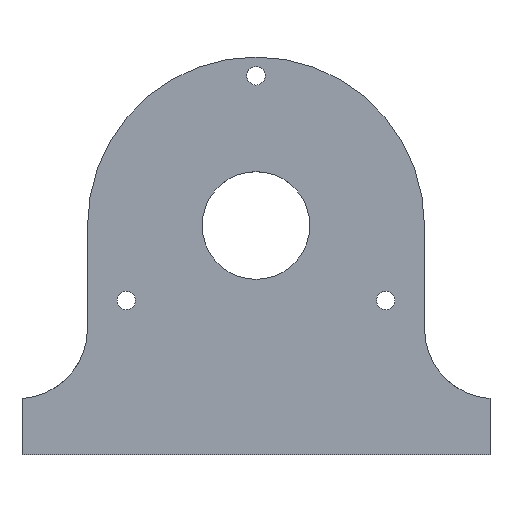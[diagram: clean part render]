
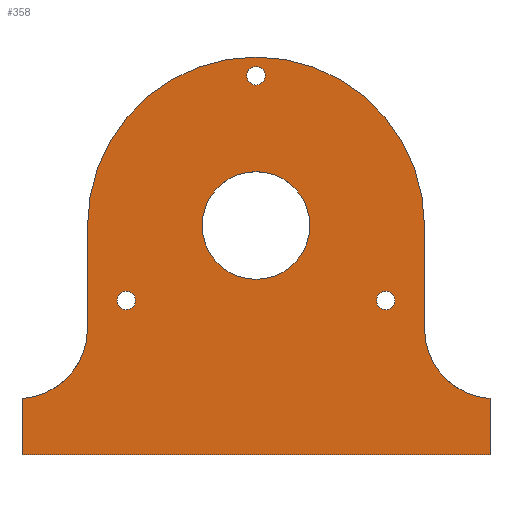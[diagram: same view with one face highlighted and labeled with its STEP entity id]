
A CAD part, top view. The second image highlights one B-rep face of the part: STEP entity #358.
In plain terms, the highlighted planar face has unit normal (0, 0, 1).
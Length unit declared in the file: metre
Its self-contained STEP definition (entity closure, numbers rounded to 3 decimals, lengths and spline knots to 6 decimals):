
#12=LINE('',#585,#30);
#16=LINE('',#594,#34);
#23=LINE('',#613,#41);
#24=LINE('',#615,#42);
#29=LINE('',#634,#47);
#30=VECTOR('',#459,1.);
#34=VECTOR('',#465,1.);
#41=VECTOR('',#480,1.);
#42=VECTOR('',#483,1.);
#47=VECTOR('',#502,1.);
#54=PLANE('',#408);
#104=ORIENTED_EDGE('',*,*,#150,.F.);
#105=ORIENTED_EDGE('',*,*,#152,.F.);
#106=ORIENTED_EDGE('',*,*,#177,.F.);
#107=ORIENTED_EDGE('',*,*,#168,.F.);
#108=ORIENTED_EDGE('',*,*,#178,.F.);
#109=ORIENTED_EDGE('',*,*,#154,.T.);
#110=ORIENTED_EDGE('',*,*,#179,.T.);
#111=ORIENTED_EDGE('',*,*,#158,.F.);
#112=ORIENTED_EDGE('',*,*,#162,.T.);
#113=ORIENTED_EDGE('',*,*,#167,.T.);
#114=ORIENTED_EDGE('',*,*,#180,.T.);
#115=ORIENTED_EDGE('',*,*,#148,.F.);
#148=EDGE_CURVE('',#190,#190,#223,.T.);
#150=EDGE_CURVE('',#192,#192,#225,.T.);
#152=EDGE_CURVE('',#194,#194,#227,.T.);
#154=EDGE_CURVE('',#196,#197,#12,.T.);
#158=EDGE_CURVE('',#200,#201,#16,.T.);
#162=EDGE_CURVE('',#200,#204,#229,.T.);
#167=EDGE_CURVE('',#204,#207,#23,.T.);
#168=EDGE_CURVE('',#208,#209,#24,.T.);
#177=EDGE_CURVE('',#214,#214,#235,.T.);
#178=EDGE_CURVE('',#196,#208,#29,.T.);
#179=EDGE_CURVE('',#197,#201,#236,.F.);
#180=EDGE_CURVE('',#207,#209,#237,.F.);
#190=VERTEX_POINT('',#571);
#192=VERTEX_POINT('',#576);
#194=VERTEX_POINT('',#581);
#196=VERTEX_POINT('',#586);
#197=VERTEX_POINT('',#587);
#200=VERTEX_POINT('',#595);
#201=VERTEX_POINT('',#596);
#204=VERTEX_POINT('',#604);
#207=VERTEX_POINT('',#612);
#208=VERTEX_POINT('',#616);
#209=VERTEX_POINT('',#617);
#214=VERTEX_POINT('',#633);
#223=CIRCLE('',#388,0.0115);
#225=CIRCLE('',#391,0.001975);
#227=CIRCLE('',#394,0.001975);
#229=CIRCLE('',#399,0.036);
#235=CIRCLE('',#409,0.001975);
#236=CIRCLE('',#410,0.015);
#237=CIRCLE('',#411,0.015);
#264=EDGE_LOOP('',(#104));
#265=EDGE_LOOP('',(#105));
#266=EDGE_LOOP('',(#106));
#267=EDGE_LOOP('',(#107,#108,#109,#110,#111,#112,#113,#114));
#268=EDGE_LOOP('',(#115));
#310=FACE_BOUND('',#264,.T.);
#311=FACE_BOUND('',#265,.T.);
#312=FACE_BOUND('',#266,.T.);
#313=FACE_BOUND('',#267,.T.);
#314=FACE_BOUND('',#268,.T.);
#358=ADVANCED_FACE('',(#310,#311,#312,#313,#314),#54,.T.);
#388=AXIS2_PLACEMENT_3D('',#570,#441,#442);
#391=AXIS2_PLACEMENT_3D('',#575,#447,#448);
#394=AXIS2_PLACEMENT_3D('',#580,#453,#454);
#399=AXIS2_PLACEMENT_3D('',#603,#471,#472);
#408=AXIS2_PLACEMENT_3D('',#631,#498,#499);
#409=AXIS2_PLACEMENT_3D('',#632,#500,#501);
#410=AXIS2_PLACEMENT_3D('',#635,#503,#504);
#411=AXIS2_PLACEMENT_3D('',#636,#505,#506);
#441=DIRECTION('',(0.,0.,1.));
#442=DIRECTION('',(1.,0.,0.));
#447=DIRECTION('',(0.,0.,1.));
#448=DIRECTION('',(-0.5,0.866,0.));
#453=DIRECTION('',(0.,0.,1.));
#454=DIRECTION('',(-0.5,-0.866,0.));
#459=DIRECTION('',(0.,1.,0.));
#465=DIRECTION('',(0.,-1.,0.));
#471=DIRECTION('',(0.,0.,1.));
#472=DIRECTION('',(1.,0.,0.));
#480=DIRECTION('',(0.,-1.,0.));
#483=DIRECTION('',(0.,1.,0.));
#498=DIRECTION('',(0.,0.,1.));
#499=DIRECTION('',(1.,0.,0.));
#500=DIRECTION('',(0.,0.,1.));
#501=DIRECTION('',(1.,0.,0.));
#502=DIRECTION('',(-1.,0.,0.));
#503=DIRECTION('',(0.,0.,1.));
#504=DIRECTION('',(1.,0.,0.));
#505=DIRECTION('',(0.,0.,1.));
#506=DIRECTION('',(1.,0.,0.));
#570=CARTESIAN_POINT('',(0.,0.,0.));
#571=CARTESIAN_POINT('',(0.0115,0.,0.));
#575=CARTESIAN_POINT('',(-0.027713,-0.016,0.));
#576=CARTESIAN_POINT('',(-0.0287,-0.01429,0.));
#580=CARTESIAN_POINT('',(0.027713,-0.016,0.));
#581=CARTESIAN_POINT('',(0.026725,-0.01771,0.));
#585=CARTESIAN_POINT('',(0.05,-0.0385,0.));
#586=CARTESIAN_POINT('',(0.05,-0.049,0.));
#587=CARTESIAN_POINT('',(0.05,-0.036967,0.));
#594=CARTESIAN_POINT('',(0.036,-0.0185,0.));
#595=CARTESIAN_POINT('',(0.036,0.,0.));
#596=CARTESIAN_POINT('',(0.036,-0.022,0.));
#603=CARTESIAN_POINT('',(0.,0.,0.));
#604=CARTESIAN_POINT('',(-0.036,0.,0.));
#612=CARTESIAN_POINT('',(-0.036,-0.022,0.));
#613=CARTESIAN_POINT('',(-0.036,-0.0185,0.));
#615=CARTESIAN_POINT('',(-0.05,-0.0385,0.));
#616=CARTESIAN_POINT('',(-0.05,-0.049,0.));
#617=CARTESIAN_POINT('',(-0.05,-0.036967,0.));
#631=CARTESIAN_POINT('',(0.,-0.002,0.));
#632=CARTESIAN_POINT('',(0.,0.032,0.));
#633=CARTESIAN_POINT('',(0.001975,0.032,0.));
#634=CARTESIAN_POINT('',(0.,-0.049,0.));
#635=CARTESIAN_POINT('',(0.051,-0.022,0.));
#636=CARTESIAN_POINT('',(-0.051,-0.022,0.));
